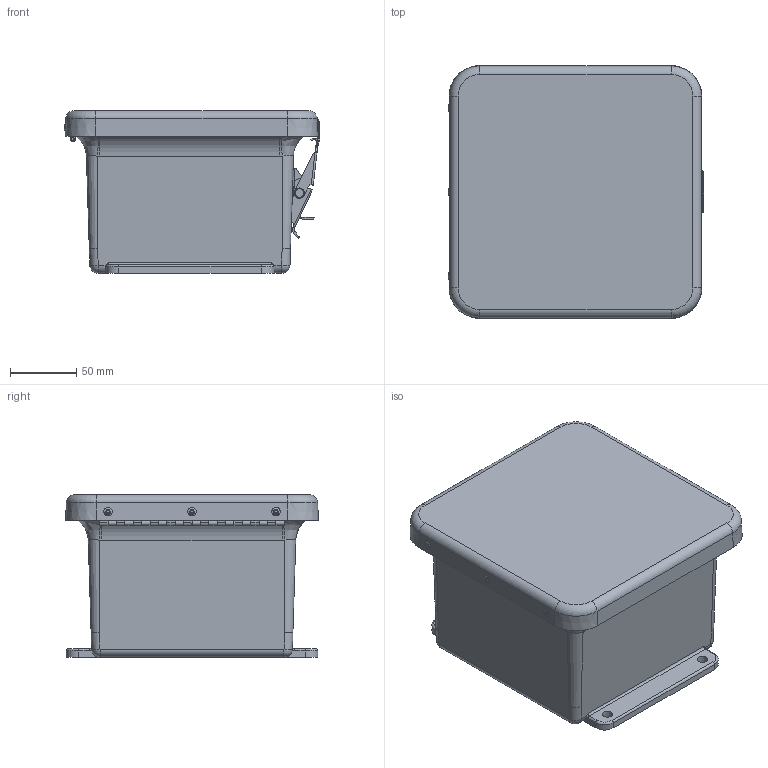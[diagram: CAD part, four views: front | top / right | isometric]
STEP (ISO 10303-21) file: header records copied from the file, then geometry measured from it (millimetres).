
FILE_DESCRIPTION(/* description */ (''),/* implementation_level */ '2;1');
FILE_NAME(/* name */ 'HW-WHJ60604CHQR.stp',/* time_stamp */ '2014-04-07T15:00:57-05:00',/* author */ ('jtigges'),/* organization */ (''),/* preprocessor_version */ 'ST-DEVELOPER v15.2',/* originating_system */ 'Autodesk Inventor 2014',/* authorisation */ '');
FILE_SCHEMA (('AUTOMOTIVE_DESIGN { 1 0 10303 214 3 1 1 }'));
Length unit declared in the file: inch
Products named in the file (24): J606HL_7; RMINS45821P_155; RMINS45821P_156; RMINS45821P_157; RMINS45821P_158; J606BHL; RMHINGCOV5.5; RMHINGPIN5.5; RMHINGBOX5.5; RMHING5.5; J606HLCVR; GASKET_606; WP606HLU; RMRIV43; RMRIV44; RMKEEPSSL; Anchor Plate; Locking Layer; Hook blade; Hinge Pin_Lower; Hinge Pin_Upper; RMLATPLSSL; WH-J606HPL_STP
Bounding box: 193.41 x 191.13 x 122.89 mm (x, y, z)
Volume: 624356.4 mm3; surface area: 333709.7 mm2
Topology: 25 solids, 25 shells, 631 faces, 1571 edges, 1006 vertices
Faces by surface type: cylinder 258, plane 249, torus 52, cone 36, bspline 32, sphere 4
Full cylindrical faces by diameter (mm): 2.159 x23, 2.64 x4, 3.048 x1, 3.175 x9, 3.302 x2, 3.327 x5, 3.429 x9, 3.556 x11, 3.861 x5, 3.962 x7, 4.306 x2, 5.537 x4, 6.35 x5, 6.858 x4, 7.62 x2, 9.525 x1
Entity records: 19595 total; most frequent: CARTESIAN_POINT 4776, DIRECTION 3175, ORIENTED_EDGE 2756, EDGE_CURVE 1378, AXIS2_PLACEMENT_3D 1236, VERTEX_POINT 931, EDGE_LOOP 821, LINE 703
